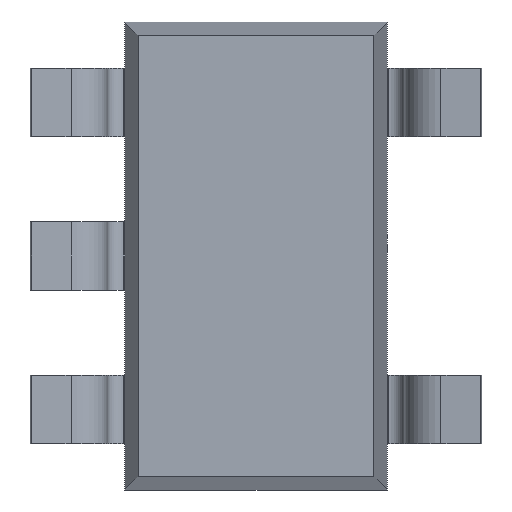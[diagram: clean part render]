
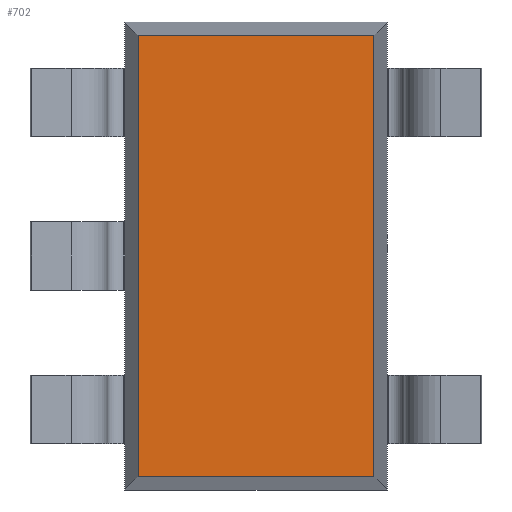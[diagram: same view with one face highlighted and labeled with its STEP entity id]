
A CAD part, front view. The second image highlights one B-rep face of the part: STEP entity #702.
In plain terms, the highlighted planar face has unit normal (0, -1, 0).
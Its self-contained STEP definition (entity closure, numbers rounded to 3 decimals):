
#39 = LINE ( 'NONE', #1988, #2024 ) ;
#154 = ORIENTED_EDGE ( 'NONE', *, *, #1738, .T. ) ;
#205 = DIRECTION ( 'NONE',  ( 0., 0., -1. ) ) ;
#271 = EDGE_CURVE ( 'NONE', #1452, #787, #923, .T. ) ;
#272 = VECTOR ( 'NONE', #445, 1000. ) ;
#421 = LINE ( 'NONE', #1010, #613 ) ;
#445 = DIRECTION ( 'NONE',  ( -1., 0., 0. ) ) ;
#524 = CARTESIAN_POINT ( 'NONE',  ( -0.731, 0.15, -1.368 ) ) ;
#592 = FACE_OUTER_BOUND ( 'NONE', #907, .T. ) ;
#613 = VECTOR ( 'NONE', #2420, 1000. ) ;
#702 = ADVANCED_FACE ( 'NONE', ( #592 ), #814, .T. ) ;
#723 = EDGE_CURVE ( 'NONE', #787, #2135, #421, .T. ) ;
#787 = VERTEX_POINT ( 'NONE', #1031 ) ;
#803 = DIRECTION ( 'NONE',  ( 0., -1., 0. ) ) ;
#814 = PLANE ( 'NONE',  #1632 ) ;
#840 = DIRECTION ( 'NONE',  ( 0., 0., -1. ) ) ;
#907 = EDGE_LOOP ( 'NONE', ( #1500, #1081, #154, #1447 ) ) ;
#923 = LINE ( 'NONE', #1267, #1683 ) ;
#1010 = CARTESIAN_POINT ( 'NONE',  ( 0.731, 0.15, -1.45 ) ) ;
#1031 = CARTESIAN_POINT ( 'NONE',  ( 0.731, 0.15, -1.368 ) ) ;
#1081 = ORIENTED_EDGE ( 'NONE', *, *, #723, .T. ) ;
#1084 = DIRECTION ( 'NONE',  ( 1., 0., 0. ) ) ;
#1175 = CARTESIAN_POINT ( 'NONE',  ( -0.731, 0.15, 1.368 ) ) ;
#1267 = CARTESIAN_POINT ( 'NONE',  ( -0.813, 0.15, -1.368 ) ) ;
#1447 = ORIENTED_EDGE ( 'NONE', *, *, #1720, .T. ) ;
#1452 = VERTEX_POINT ( 'NONE', #524 ) ;
#1500 = ORIENTED_EDGE ( 'NONE', *, *, #271, .T. ) ;
#1632 = AXIS2_PLACEMENT_3D ( 'NONE', #2389, #803, #840 ) ;
#1669 = VERTEX_POINT ( 'NONE', #1175 ) ;
#1683 = VECTOR ( 'NONE', #1084, 1000. ) ;
#1720 = EDGE_CURVE ( 'NONE', #1669, #1452, #39, .T. ) ;
#1738 = EDGE_CURVE ( 'NONE', #2135, #1669, #1790, .T. ) ;
#1790 = LINE ( 'NONE', #2227, #272 ) ;
#1988 = CARTESIAN_POINT ( 'NONE',  ( -0.731, 0.15, 1.45 ) ) ;
#2024 = VECTOR ( 'NONE', #205, 1000. ) ;
#2135 = VERTEX_POINT ( 'NONE', #2303 ) ;
#2227 = CARTESIAN_POINT ( 'NONE',  ( 0.812, 0.15, 1.368 ) ) ;
#2303 = CARTESIAN_POINT ( 'NONE',  ( 0.731, 0.15, 1.368 ) ) ;
#2389 = CARTESIAN_POINT ( 'NONE',  ( 0., 0.15, 0. ) ) ;
#2420 = DIRECTION ( 'NONE',  ( 0., 0., 1. ) ) ;
